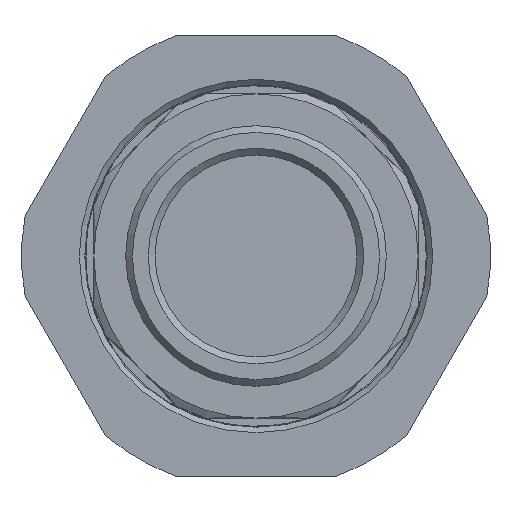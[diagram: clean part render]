
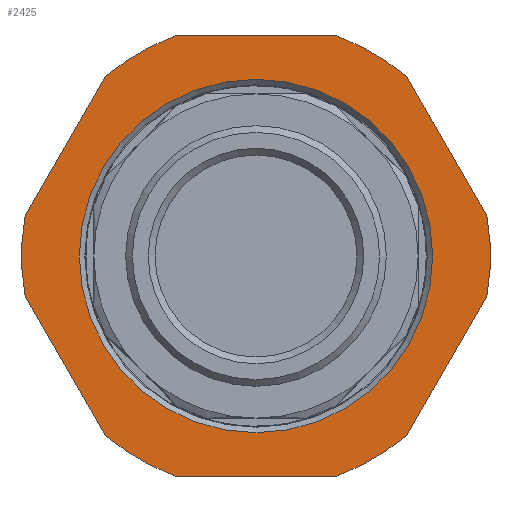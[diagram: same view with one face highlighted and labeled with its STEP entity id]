
A CAD part, front view. The second image highlights one B-rep face of the part: STEP entity #2425.
In plain terms, the highlighted planar face has unit normal (0, -1, 0).
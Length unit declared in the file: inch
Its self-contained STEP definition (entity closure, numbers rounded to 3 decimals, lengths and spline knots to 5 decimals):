
#88=FACE_BOUND('',#774,.T.);
#264=LINE('',#4121,#425);
#265=LINE('',#4125,#426);
#266=LINE('',#4129,#427);
#267=LINE('',#4133,#428);
#268=LINE('',#4137,#429);
#269=LINE('',#4140,#430);
#425=VECTOR('',#3345,0.3937);
#426=VECTOR('',#3348,0.3937);
#427=VECTOR('',#3351,0.3937);
#428=VECTOR('',#3354,0.3937);
#429=VECTOR('',#3357,0.3937);
#430=VECTOR('',#3360,0.3937);
#610=FACE_OUTER_BOUND('',#773,.T.);
#773=EDGE_LOOP('',(#2013,#2014,#2015,#2016,#2017,#2018,#2019,#2020,#2021,
#2022,#2023,#2024));
#774=EDGE_LOOP('',(#2025));
#894=CIRCLE('',#2698,1.3075);
#897=CIRCLE('',#2703,1.735);
#898=CIRCLE('',#2704,1.735);
#899=CIRCLE('',#2705,1.735);
#900=CIRCLE('',#2706,1.735);
#901=CIRCLE('',#2707,1.735);
#902=CIRCLE('',#2708,1.735);
#1092=VERTEX_POINT('',#4107);
#1095=VERTEX_POINT('',#4117);
#1096=VERTEX_POINT('',#4118);
#1097=VERTEX_POINT('',#4120);
#1098=VERTEX_POINT('',#4122);
#1099=VERTEX_POINT('',#4124);
#1100=VERTEX_POINT('',#4126);
#1101=VERTEX_POINT('',#4128);
#1102=VERTEX_POINT('',#4130);
#1103=VERTEX_POINT('',#4132);
#1104=VERTEX_POINT('',#4134);
#1105=VERTEX_POINT('',#4136);
#1106=VERTEX_POINT('',#4138);
#1401=EDGE_CURVE('',#1092,#1092,#894,.T.);
#1406=EDGE_CURVE('',#1095,#1096,#897,.T.);
#1407=EDGE_CURVE('',#1096,#1097,#264,.T.);
#1408=EDGE_CURVE('',#1097,#1098,#898,.T.);
#1409=EDGE_CURVE('',#1098,#1099,#265,.T.);
#1410=EDGE_CURVE('',#1099,#1100,#899,.T.);
#1411=EDGE_CURVE('',#1100,#1101,#266,.T.);
#1412=EDGE_CURVE('',#1101,#1102,#900,.T.);
#1413=EDGE_CURVE('',#1102,#1103,#267,.T.);
#1414=EDGE_CURVE('',#1103,#1104,#901,.T.);
#1415=EDGE_CURVE('',#1104,#1105,#268,.T.);
#1416=EDGE_CURVE('',#1105,#1106,#902,.T.);
#1417=EDGE_CURVE('',#1106,#1095,#269,.T.);
#2013=ORIENTED_EDGE('',*,*,#1406,.T.);
#2014=ORIENTED_EDGE('',*,*,#1407,.T.);
#2015=ORIENTED_EDGE('',*,*,#1408,.T.);
#2016=ORIENTED_EDGE('',*,*,#1409,.T.);
#2017=ORIENTED_EDGE('',*,*,#1410,.T.);
#2018=ORIENTED_EDGE('',*,*,#1411,.T.);
#2019=ORIENTED_EDGE('',*,*,#1412,.T.);
#2020=ORIENTED_EDGE('',*,*,#1413,.T.);
#2021=ORIENTED_EDGE('',*,*,#1414,.T.);
#2022=ORIENTED_EDGE('',*,*,#1415,.T.);
#2023=ORIENTED_EDGE('',*,*,#1416,.T.);
#2024=ORIENTED_EDGE('',*,*,#1417,.T.);
#2025=ORIENTED_EDGE('',*,*,#1401,.F.);
#2140=PLANE('',#2702);
#2425=ADVANCED_FACE('',(#610,#88),#2140,.T.);
#2698=AXIS2_PLACEMENT_3D('',#4108,#3331,#3332);
#2702=AXIS2_PLACEMENT_3D('',#4116,#3341,#3342);
#2703=AXIS2_PLACEMENT_3D('',#4119,#3343,#3344);
#2704=AXIS2_PLACEMENT_3D('',#4123,#3346,#3347);
#2705=AXIS2_PLACEMENT_3D('',#4127,#3349,#3350);
#2706=AXIS2_PLACEMENT_3D('',#4131,#3352,#3353);
#2707=AXIS2_PLACEMENT_3D('',#4135,#3355,#3356);
#2708=AXIS2_PLACEMENT_3D('',#4139,#3358,#3359);
#3331=DIRECTION('center_axis',(0.,-1.,0.));
#3332=DIRECTION('ref_axis',(-1.,0.,0.));
#3341=DIRECTION('center_axis',(0.,-1.,0.));
#3342=DIRECTION('ref_axis',(1.,0.,0.));
#3343=DIRECTION('center_axis',(0.,-1.,0.));
#3344=DIRECTION('ref_axis',(-1.,0.,0.));
#3345=DIRECTION('',(0.5,0.,0.866));
#3346=DIRECTION('center_axis',(0.,-1.,0.));
#3347=DIRECTION('ref_axis',(-1.,0.,0.));
#3348=DIRECTION('',(-0.5,0.,0.866));
#3349=DIRECTION('center_axis',(0.,-1.,0.));
#3350=DIRECTION('ref_axis',(-1.,0.,0.));
#3351=DIRECTION('',(-1.,0.,0.));
#3352=DIRECTION('center_axis',(0.,-1.,0.));
#3353=DIRECTION('ref_axis',(-1.,0.,0.));
#3354=DIRECTION('',(-0.5,0.,-0.866));
#3355=DIRECTION('center_axis',(0.,-1.,0.));
#3356=DIRECTION('ref_axis',(-1.,0.,0.));
#3357=DIRECTION('',(0.5,0.,-0.866));
#3358=DIRECTION('center_axis',(0.,-1.,0.));
#3359=DIRECTION('ref_axis',(-1.,0.,0.));
#3360=DIRECTION('',(1.,0.,0.));
#4107=CARTESIAN_POINT('',(1.3075,-0.47122,0.));
#4108=CARTESIAN_POINT('Origin',(0.,-0.47122,0.));
#4116=CARTESIAN_POINT('Origin',(0.,-0.47122,
0.));
#4117=CARTESIAN_POINT('',(0.59441,-0.47122,-1.63));
#4118=CARTESIAN_POINT('',(1.11442,-0.47122,-1.32978));
#4119=CARTESIAN_POINT('Origin',(0.,-0.47122,0.));
#4120=CARTESIAN_POINT('',(1.70883,-0.47122,-0.30022));
#4121=CARTESIAN_POINT('',(1.88216,-0.47122,0.));
#4122=CARTESIAN_POINT('',(1.70883,-0.47122,0.30022));
#4123=CARTESIAN_POINT('Origin',(0.,-0.47122,0.));
#4124=CARTESIAN_POINT('',(1.11442,-0.47122,1.32978));
#4125=CARTESIAN_POINT('',(0.94108,-0.47122,1.63));
#4126=CARTESIAN_POINT('',(0.59441,-0.47122,1.63));
#4127=CARTESIAN_POINT('Origin',(0.,-0.47122,0.));
#4128=CARTESIAN_POINT('',(-0.59441,-0.47122,1.63));
#4129=CARTESIAN_POINT('',(-0.94108,-0.47122,1.63));
#4130=CARTESIAN_POINT('',(-1.11442,-0.47122,1.32978));
#4131=CARTESIAN_POINT('Origin',(0.,-0.47122,0.));
#4132=CARTESIAN_POINT('',(-1.70883,-0.47122,0.30022));
#4133=CARTESIAN_POINT('',(-1.88216,-0.47122,0.));
#4134=CARTESIAN_POINT('',(-1.70883,-0.47122,-0.30022));
#4135=CARTESIAN_POINT('Origin',(0.,-0.47122,0.));
#4136=CARTESIAN_POINT('',(-1.11442,-0.47122,-1.32978));
#4137=CARTESIAN_POINT('',(-0.94108,-0.47122,-1.63));
#4138=CARTESIAN_POINT('',(-0.59441,-0.47122,-1.63));
#4139=CARTESIAN_POINT('Origin',(0.,-0.47122,0.));
#4140=CARTESIAN_POINT('',(0.94108,-0.47122,-1.63));
